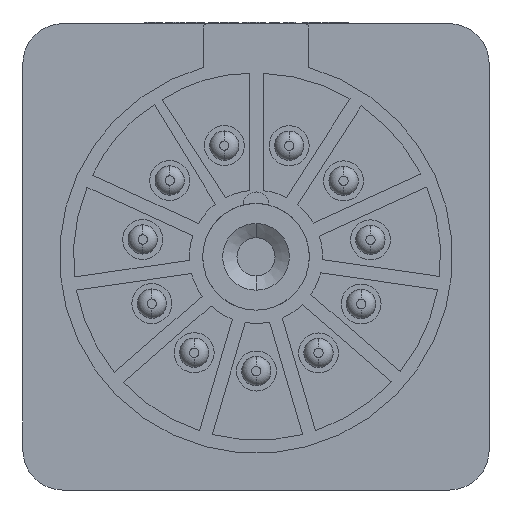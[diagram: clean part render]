
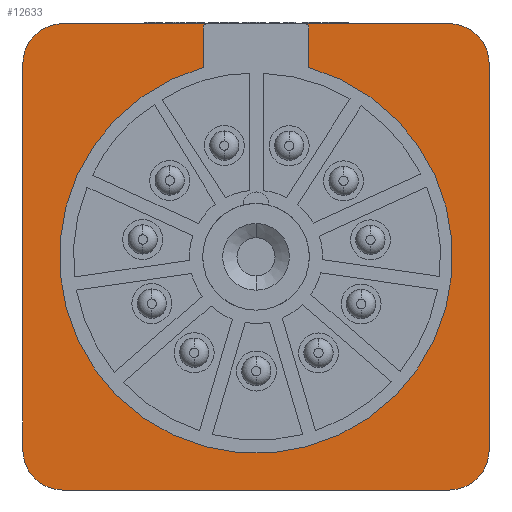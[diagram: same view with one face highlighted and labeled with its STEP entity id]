
A CAD part, front view. The second image highlights one B-rep face of the part: STEP entity #12633.
In plain terms, the highlighted planar face has unit normal (0, -1, 0).
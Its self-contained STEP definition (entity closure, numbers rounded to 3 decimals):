
#185 = AXIS2_PLACEMENT_3D ( 'NONE', #1706, #12287, #3213 ) ;
#217 = VERTEX_POINT ( 'NONE', #6674 ) ;
#491 = CARTESIAN_POINT ( 'NONE',  ( -14.5, -1.75, -14.5 ) ) ;
#959 = CIRCLE ( 'NONE', #185, 3. ) ;
#993 = DIRECTION ( 'NONE',  ( 0., 0., 1. ) ) ;
#1014 = CARTESIAN_POINT ( 'NONE',  ( 3.945, -1.75, 14.217 ) ) ;
#1035 = AXIS2_PLACEMENT_3D ( 'NONE', #4035, #14607, #5568 ) ;
#1185 = CIRCLE ( 'NONE', #17208, 3. ) ;
#1302 = ORIENTED_EDGE ( 'NONE', *, *, #9933, .F. ) ;
#1489 = ORIENTED_EDGE ( 'NONE', *, *, #2334, .F. ) ;
#1528 = EDGE_CURVE ( 'NONE', #11752, #4645, #19409, .T. ) ;
#1704 = VERTEX_POINT ( 'NONE', #18916 ) ;
#1706 = CARTESIAN_POINT ( 'NONE',  ( -14.5, -1.75, -14.5 ) ) ;
#1748 = DIRECTION ( 'NONE',  ( -1., 0., 0. ) ) ;
#1897 = ORIENTED_EDGE ( 'NONE', *, *, #3569, .F. ) ;
#1968 = EDGE_CURVE ( 'NONE', #11423, #19040, #16365, .T. ) ;
#1995 = DIRECTION ( 'NONE',  ( 0., 0., 1. ) ) ;
#2334 = EDGE_CURVE ( 'NONE', #4645, #217, #14156, .T. ) ;
#2398 = ORIENTED_EDGE ( 'NONE', *, *, #11894, .F. ) ;
#2420 = CARTESIAN_POINT ( 'NONE',  ( 3.945, -1.75, 14.217 ) ) ;
#2548 = LINE ( 'NONE', #7221, #6576 ) ;
#2564 = ORIENTED_EDGE ( 'NONE', *, *, #13085, .F. ) ;
#2828 = EDGE_CURVE ( 'NONE', #18182, #11530, #19262, .T. ) ;
#3055 = AXIS2_PLACEMENT_3D ( 'NONE', #14562, #5527, #16076 ) ;
#3142 = DIRECTION ( 'NONE',  ( 0., 0., -1. ) ) ;
#3213 = DIRECTION ( 'NONE',  ( 0., 0., 1. ) ) ;
#3241 = VERTEX_POINT ( 'NONE', #10088 ) ;
#3292 = CARTESIAN_POINT ( 'NONE',  ( 14.5, -1.75, -14.5 ) ) ;
#3334 = AXIS2_PLACEMENT_3D ( 'NONE', #5256, #15819, #6781 ) ;
#3355 = ORIENTED_EDGE ( 'NONE', *, *, #12363, .F. ) ;
#3366 = ORIENTED_EDGE ( 'NONE', *, *, #1528, .F. ) ;
#3506 = CARTESIAN_POINT ( 'NONE',  ( 14.5, -1.75, 17.5 ) ) ;
#3542 = FACE_OUTER_BOUND ( 'NONE', #12887, .T. ) ;
#3569 = EDGE_CURVE ( 'NONE', #5957, #8735, #19210, .T. ) ;
#3685 = EDGE_CURVE ( 'NONE', #1704, #7120, #18969, .T. ) ;
#3706 = VECTOR ( 'NONE', #1748, 1000. ) ;
#4035 = CARTESIAN_POINT ( 'NONE',  ( -3.695, -1.75, 17.25 ) ) ;
#4103 = ORIENTED_EDGE ( 'NONE', *, *, #6484, .F. ) ;
#4160 = ORIENTED_EDGE ( 'NONE', *, *, #3685, .F. ) ;
#4645 = VERTEX_POINT ( 'NONE', #8905 ) ;
#4779 = VECTOR ( 'NONE', #3142, 1000. ) ;
#4799 = CARTESIAN_POINT ( 'NONE',  ( 14.5, -1.75, -17.5 ) ) ;
#4829 = DIRECTION ( 'NONE',  ( 0., 0., 1. ) ) ;
#4959 = CARTESIAN_POINT ( 'NONE',  ( -3.945, -1.75, 17.25 ) ) ;
#5152 = ORIENTED_EDGE ( 'NONE', *, *, #1968, .F. ) ;
#5256 = CARTESIAN_POINT ( 'NONE',  ( -14.5, -1.75, 14.5 ) ) ;
#5527 = DIRECTION ( 'NONE',  ( 0., 1., 0. ) ) ;
#5532 = CARTESIAN_POINT ( 'NONE',  ( 0., -1.75, 0.002 ) ) ;
#5568 = DIRECTION ( 'NONE',  ( 0., 0., -1. ) ) ;
#5957 = VERTEX_POINT ( 'NONE', #6971 ) ;
#6378 = AXIS2_PLACEMENT_3D ( 'NONE', #491, #11038, #1995 ) ;
#6484 = EDGE_CURVE ( 'NONE', #7812, #15998, #8638, .T. ) ;
#6576 = VECTOR ( 'NONE', #16259, 1000. ) ;
#6674 = CARTESIAN_POINT ( 'NONE',  ( 14.5, -1.75, 17.5 ) ) ;
#6781 = DIRECTION ( 'NONE',  ( 0., 0., -1. ) ) ;
#6809 = CARTESIAN_POINT ( 'NONE',  ( 17.5, -1.75, 14.5 ) ) ;
#6971 = CARTESIAN_POINT ( 'NONE',  ( -17.5, -1.75, 14.5 ) ) ;
#7037 = CARTESIAN_POINT ( 'NONE',  ( 3.695, -1.75, 17.25 ) ) ;
#7048 = DIRECTION ( 'NONE',  ( 0., 0., -1. ) ) ;
#7120 = VERTEX_POINT ( 'NONE', #1014 ) ;
#7221 = CARTESIAN_POINT ( 'NONE',  ( -3.945, -1.75, 14.217 ) ) ;
#7812 = VERTEX_POINT ( 'NONE', #19443 ) ;
#8043 = VECTOR ( 'NONE', #8086, 1000. ) ;
#8086 = DIRECTION ( 'NONE',  ( 1., 0., 0. ) ) ;
#8571 = DIRECTION ( 'NONE',  ( 0., 0., -1. ) ) ;
#8619 = CARTESIAN_POINT ( 'NONE',  ( -14.5, -1.75, -17.5 ) ) ;
#8638 = CIRCLE ( 'NONE', #1035, 0.25 ) ;
#8735 = VERTEX_POINT ( 'NONE', #12730 ) ;
#8905 = CARTESIAN_POINT ( 'NONE',  ( 3.695, -1.75, 17.5 ) ) ;
#9888 = DIRECTION ( 'NONE',  ( 0., 0., 1. ) ) ;
#9933 = EDGE_CURVE ( 'NONE', #3241, #5957, #14710, .T. ) ;
#10088 = CARTESIAN_POINT ( 'NONE',  ( -17.5, -1.75, -14.5 ) ) ;
#10157 = VECTOR ( 'NONE', #17060, 1000. ) ;
#11012 = CARTESIAN_POINT ( 'NONE',  ( 14.5, -1.75, 17.5 ) ) ;
#11033 = EDGE_CURVE ( 'NONE', #15998, #1704, #2548, .T. ) ;
#11038 = DIRECTION ( 'NONE',  ( 0., 1., 0. ) ) ;
#11177 = LINE ( 'NONE', #2420, #19167 ) ;
#11210 = EDGE_CURVE ( 'NONE', #19040, #18182, #1185, .T. ) ;
#11423 = VERTEX_POINT ( 'NONE', #6809 ) ;
#11520 = CARTESIAN_POINT ( 'NONE',  ( -17.5, -1.75, 14.5 ) ) ;
#11530 = VERTEX_POINT ( 'NONE', #8619 ) ;
#11597 = ORIENTED_EDGE ( 'NONE', *, *, #11210, .F. ) ;
#11752 = VERTEX_POINT ( 'NONE', #16741 ) ;
#11894 = EDGE_CURVE ( 'NONE', #7120, #11752, #11177, .T. ) ;
#12204 = CARTESIAN_POINT ( 'NONE',  ( 17.5, -1.75, 14.5 ) ) ;
#12287 = DIRECTION ( 'NONE',  ( 0., 1., 0. ) ) ;
#12363 = EDGE_CURVE ( 'NONE', #217, #11423, #16570, .T. ) ;
#12633 = ADVANCED_FACE ( 'NONE', ( #3542 ), #16774, .F. ) ;
#12681 = ORIENTED_EDGE ( 'NONE', *, *, #2828, .F. ) ;
#12730 = CARTESIAN_POINT ( 'NONE',  ( -14.5, -1.75, 17.5 ) ) ;
#12887 = EDGE_LOOP ( 'NONE', ( #3366, #2398, #4160, #16408, #4103, #13412, #1897, #1302, #2564, #12681, #11597, #5152, #3355, #1489 ) ) ;
#13085 = EDGE_CURVE ( 'NONE', #11530, #3241, #959, .T. ) ;
#13412 = ORIENTED_EDGE ( 'NONE', *, *, #16848, .F. ) ;
#13866 = DIRECTION ( 'NONE',  ( 0., 1., 0. ) ) ;
#14156 = LINE ( 'NONE', #11012, #10157 ) ;
#14562 = CARTESIAN_POINT ( 'NONE',  ( 14.5, -1.75, 14.5 ) ) ;
#14607 = DIRECTION ( 'NONE',  ( 0., -1., 0. ) ) ;
#14710 = LINE ( 'NONE', #11520, #18672 ) ;
#14795 = CARTESIAN_POINT ( 'NONE',  ( 17.5, -1.75, -14.5 ) ) ;
#15011 = CARTESIAN_POINT ( 'NONE',  ( 14.5, -1.75, -17.5 ) ) ;
#15478 = AXIS2_PLACEMENT_3D ( 'NONE', #5532, #16083, #7048 ) ;
#15585 = LINE ( 'NONE', #3506, #8043 ) ;
#15819 = DIRECTION ( 'NONE',  ( 0., 1., 0. ) ) ;
#15998 = VERTEX_POINT ( 'NONE', #4959 ) ;
#16076 = DIRECTION ( 'NONE',  ( 0., 0., 1. ) ) ;
#16083 = DIRECTION ( 'NONE',  ( 0., -1., 0. ) ) ;
#16259 = DIRECTION ( 'NONE',  ( 0., 0., -1. ) ) ;
#16365 = LINE ( 'NONE', #12204, #4779 ) ;
#16408 = ORIENTED_EDGE ( 'NONE', *, *, #11033, .F. ) ;
#16570 = CIRCLE ( 'NONE', #3055, 3. ) ;
#16741 = CARTESIAN_POINT ( 'NONE',  ( 3.945, -1.75, 17.25 ) ) ;
#16774 = PLANE ( 'NONE',  #6378 ) ;
#16848 = EDGE_CURVE ( 'NONE', #8735, #7812, #15585, .T. ) ;
#17060 = DIRECTION ( 'NONE',  ( 1., 0., 0. ) ) ;
#17208 = AXIS2_PLACEMENT_3D ( 'NONE', #3292, #13866, #4829 ) ;
#17547 = DIRECTION ( 'NONE',  ( 0., -1., 0. ) ) ;
#17954 = AXIS2_PLACEMENT_3D ( 'NONE', #7037, #17547, #8571 ) ;
#18182 = VERTEX_POINT ( 'NONE', #15011 ) ;
#18672 = VECTOR ( 'NONE', #993, 1000. ) ;
#18916 = CARTESIAN_POINT ( 'NONE',  ( -3.945, -1.75, 14.217 ) ) ;
#18969 = CIRCLE ( 'NONE', #15478, 14.752 ) ;
#19040 = VERTEX_POINT ( 'NONE', #14795 ) ;
#19167 = VECTOR ( 'NONE', #9888, 1000. ) ;
#19210 = CIRCLE ( 'NONE', #3334, 3. ) ;
#19262 = LINE ( 'NONE', #4799, #3706 ) ;
#19409 = CIRCLE ( 'NONE', #17954, 0.25 ) ;
#19443 = CARTESIAN_POINT ( 'NONE',  ( -3.695, -1.75, 17.5 ) ) ;
